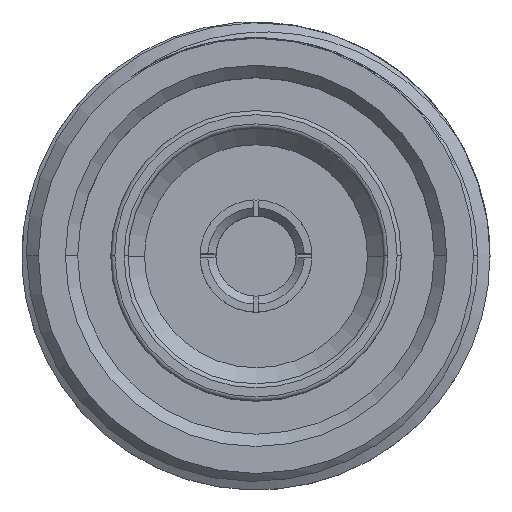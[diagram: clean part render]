
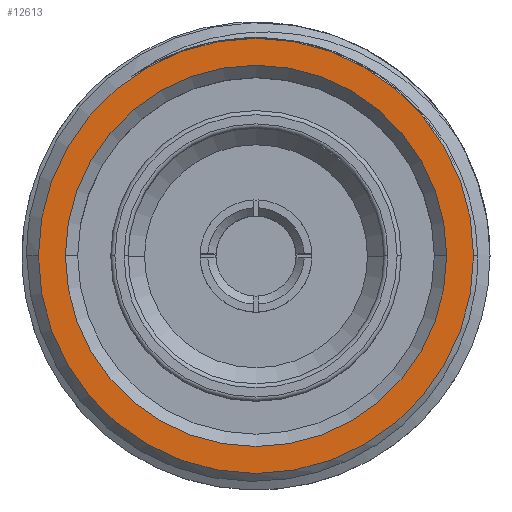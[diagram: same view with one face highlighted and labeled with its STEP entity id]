
A CAD part, top view. The second image highlights one B-rep face of the part: STEP entity #12613.
In plain terms, the highlighted planar face has unit normal (0, 0, 1).
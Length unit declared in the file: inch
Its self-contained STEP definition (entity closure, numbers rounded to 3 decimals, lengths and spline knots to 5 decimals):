
#441 = AXIS2_PLACEMENT_3D ( 'NONE', #54738, #55624, #62590 ) ;
#2711 = AXIS2_PLACEMENT_3D ( 'NONE', #79397, #37831, #9664 ) ;
#3892 = EDGE_CURVE ( 'NONE', #80262, #4779, #77389, .T. ) ;
#4779 = VERTEX_POINT ( 'NONE', #32746 ) ;
#4972 = DIRECTION ( 'NONE',  ( 1., 0., 0. ) ) ;
#9664 = DIRECTION ( 'NONE',  ( 1., 0., 0. ) ) ;
#12613 = ADVANCED_FACE ( 'NONE', ( #41340, #48946 ), #85777, .T. ) ;
#13797 = ORIENTED_EDGE ( 'NONE', *, *, #61778, .T. ) ;
#15854 = EDGE_CURVE ( 'NONE', #21280, #84494, #38045, .T. ) ;
#19213 = EDGE_LOOP ( 'NONE', ( #29427, #34336 ) ) ;
#21280 = VERTEX_POINT ( 'NONE', #33837 ) ;
#21640 = CARTESIAN_POINT ( 'NONE',  ( 0.46504, 0., 0. ) ) ;
#25178 = CARTESIAN_POINT ( 'NONE',  ( 0., 0., 0. ) ) ;
#25325 = CARTESIAN_POINT ( 'NONE',  ( 0., 0., 0. ) ) ;
#29427 = ORIENTED_EDGE ( 'NONE', *, *, #85714, .T. ) ;
#32746 = CARTESIAN_POINT ( 'NONE',  ( -0.53087, 0., 0. ) ) ;
#33837 = CARTESIAN_POINT ( 'NONE',  ( -0.46504, 0., 0. ) ) ;
#34336 = ORIENTED_EDGE ( 'NONE', *, *, #3892, .T. ) ;
#37831 = DIRECTION ( 'NONE',  ( 0., 0., 1. ) ) ;
#38045 = CIRCLE ( 'NONE', #441, 0.46504 ) ;
#41340 = FACE_BOUND ( 'NONE', #82657, .T. ) ;
#44501 = DIRECTION ( 'NONE',  ( 0., 0., -1. ) ) ;
#47398 = CARTESIAN_POINT ( 'NONE',  ( 0.53087, 0., 0. ) ) ;
#48946 = FACE_OUTER_BOUND ( 'NONE', #19213, .T. ) ;
#51785 = CARTESIAN_POINT ( 'NONE',  ( 0., 0., 0. ) ) ;
#52900 = DIRECTION ( 'NONE',  ( 0., 0., 1. ) ) ;
#54738 = CARTESIAN_POINT ( 'NONE',  ( 0., 0., 0. ) ) ;
#55624 = DIRECTION ( 'NONE',  ( 0., 0., -1. ) ) ;
#61778 = EDGE_CURVE ( 'NONE', #84494, #21280, #83209, .T. ) ;
#62590 = DIRECTION ( 'NONE',  ( 1., 0., 0. ) ) ;
#64184 = AXIS2_PLACEMENT_3D ( 'NONE', #51785, #44501, #79381 ) ;
#66093 = DIRECTION ( 'NONE',  ( 0., 0., 1. ) ) ;
#70580 = AXIS2_PLACEMENT_3D ( 'NONE', #25178, #66093, #80335 ) ;
#73488 = ORIENTED_EDGE ( 'NONE', *, *, #15854, .T. ) ;
#77389 = CIRCLE ( 'NONE', #70580, 0.53087 ) ;
#79381 = DIRECTION ( 'NONE',  ( 1., 0., 0. ) ) ;
#79397 = CARTESIAN_POINT ( 'NONE',  ( 0., 0., 0. ) ) ;
#80262 = VERTEX_POINT ( 'NONE', #47398 ) ;
#80335 = DIRECTION ( 'NONE',  ( 1., 0., 0. ) ) ;
#82657 = EDGE_LOOP ( 'NONE', ( #13797, #73488 ) ) ;
#83209 = CIRCLE ( 'NONE', #64184, 0.46504 ) ;
#84494 = VERTEX_POINT ( 'NONE', #21640 ) ;
#84949 = AXIS2_PLACEMENT_3D ( 'NONE', #25325, #52900, #4972 ) ;
#85714 = EDGE_CURVE ( 'NONE', #4779, #80262, #85894, .T. ) ;
#85777 = PLANE ( 'NONE',  #2711 ) ;
#85894 = CIRCLE ( 'NONE', #84949, 0.53087 ) ;
